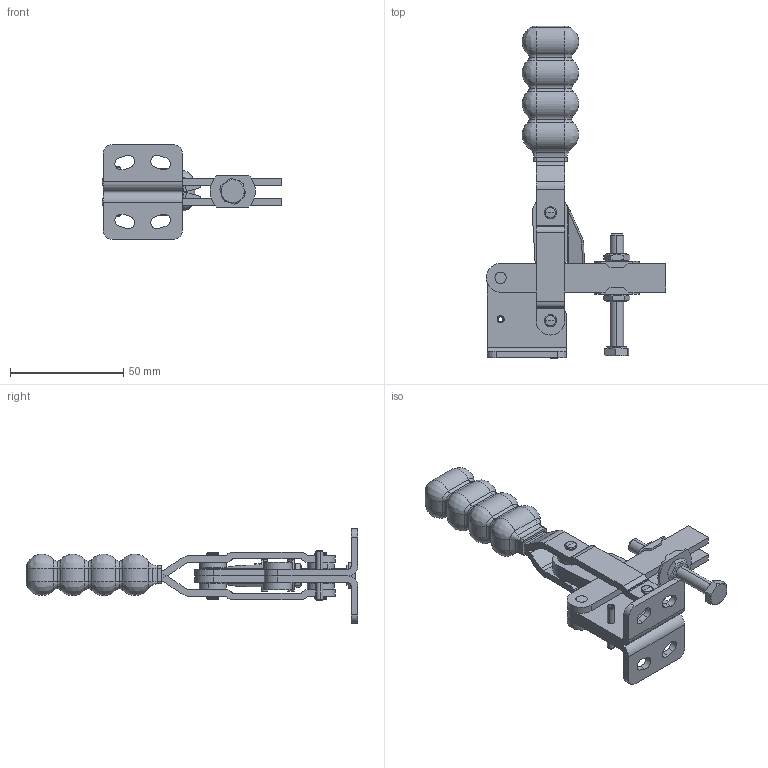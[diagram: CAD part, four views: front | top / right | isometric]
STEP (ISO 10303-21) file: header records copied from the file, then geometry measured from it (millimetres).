
FILE_DESCRIPTION((''),'2;1');
FILE_NAME('MG84UB.stp','2009-11-06T11:17:51',('David'),(''),'Autodesk Inventor 8','Autodesk Inventor 8','');
FILE_SCHEMA(('AUTOMOTIVE_DESIGN { 1 0 10303 214 1 1 1 1 }'));
Length unit declared in the file: millimetre
Products named in the file (7): MG84UB; MG84 B SIDEPLATE ASSEMBLY; MG84 HANDLE ASSEMBLY; MG84 LINK ASSEMBLY; MG84 U-BAR ASSEMBLY; MG84 SLIDER ASSEMBLY; ISO 4017  (Regular Thread) M6 x 50
Assembly tree (6 placements, depth 2):
  MG84UB
    MG84 B SIDEPLATE ASSEMBLY
    MG84 HANDLE ASSEMBLY
    MG84 LINK ASSEMBLY
    MG84 U-BAR ASSEMBLY
    MG84 SLIDER ASSEMBLY
    ISO 4017  (Regular Thread) M6 x 50
Bounding box: 79.35 x 146.71 x 41.99 mm (x, y, z)
Volume: 48522.9 mm3; surface area: 29739.4 mm2
Topology: 7 solids, 9 shells, 667 faces, 1703 edges, 1067 vertices
Faces by surface type: plane 289, cylinder 171, bspline 117, cone 70, torus 16, sphere 4
Entity records: 23143 total; most frequent: CARTESIAN_POINT 6824, DIRECTION 3454, ORIENTED_EDGE 3390, EDGE_CURVE 1695, AXIS2_PLACEMENT_3D 1250, VERTEX_POINT 1067, VECTOR 954, LINE 954
